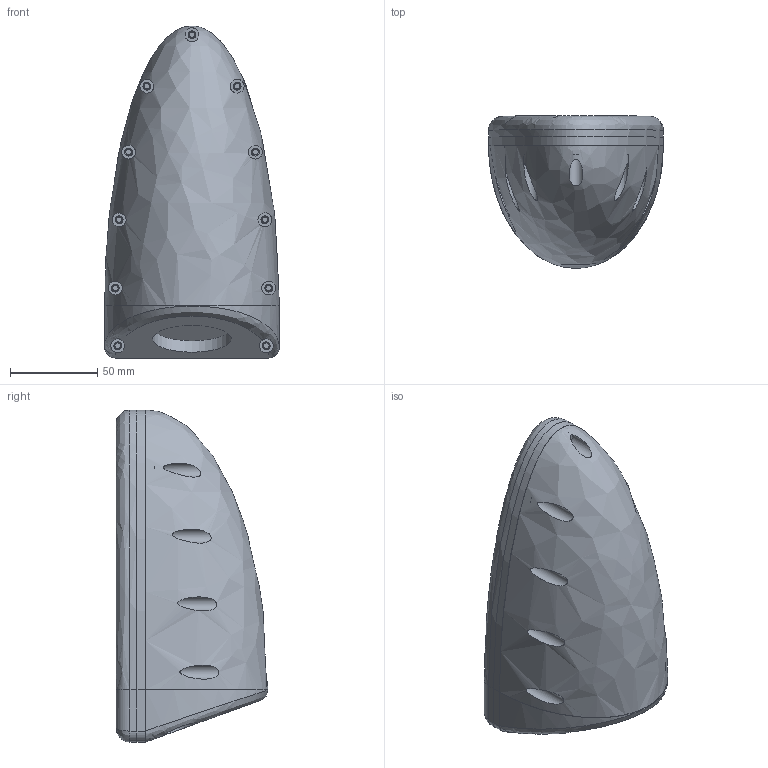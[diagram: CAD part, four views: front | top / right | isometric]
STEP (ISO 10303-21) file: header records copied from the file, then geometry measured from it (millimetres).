
FILE_DESCRIPTION(('FreeCAD Model'),'2;1');
FILE_NAME('Open CASCADE Shape Model','2025-01-24T10:50:44',(''),(''), 'Open CASCADE STEP processor 7.6','FreeCAD','Unknown');
FILE_SCHEMA(('AUTOMOTIVE_DESIGN { 1 0 10303 214 1 1 1 1 }'));
Length unit declared in the file: millimetre
Products named in the file (10): Part002; Тіло003; Part; Тіло004; Тіло002; Тіло; Тіло005; Part001; Тіло006 (Mirror #1); Тіло007
Assembly tree (9 placements, depth 3):
  Part002
    Тіло003
    Part
      Тіло004
      Тіло002
    Тіло
    Тіло005
    Part001
      Тіло006 (Mirror #1)
    Тіло007
Bounding box: 100 x 86.98 x 190 mm (x, y, z)
Volume: 617860.5 mm3; surface area: 173642.2 mm2
Topology: 7 solids, 7 shells, 271 faces, 655 edges, 396 vertices
Faces by surface type: plane 148, cylinder 84, extrusion 25, cone 8, bspline 6
Full cylindrical faces by diameter (mm): 3.3 x11, 4.5 x11, 8 x11, 35 x1, 45 x2, 50 x2
Entity records: 12009 total; most frequent: CARTESIAN_POINT 5243, DIRECTION 1464, ORIENTED_EDGE 1302, EDGE_CURVE 651, AXIS2_PLACEMENT_3D 593, VERTEX_POINT 396, FACE_BOUND 323, EDGE_LOOP 323
